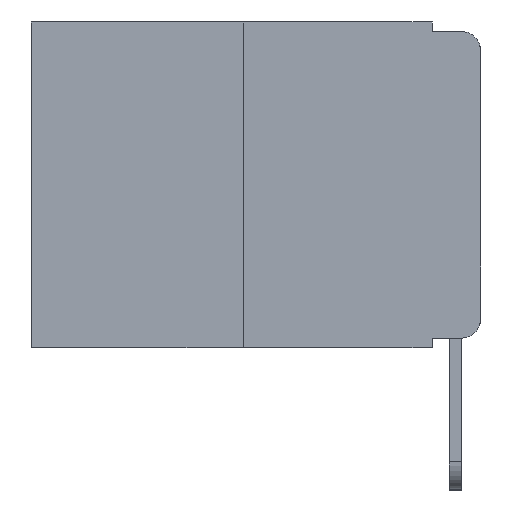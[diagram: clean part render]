
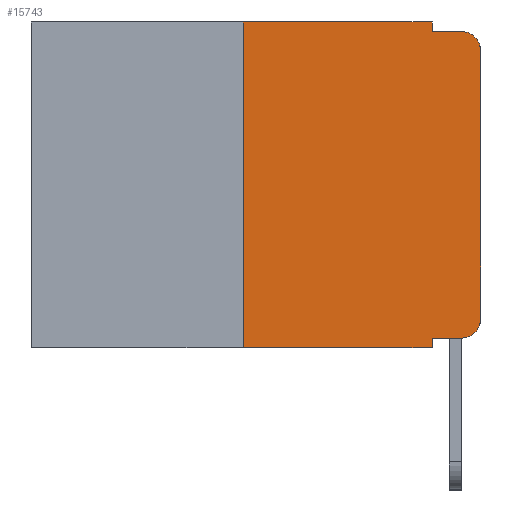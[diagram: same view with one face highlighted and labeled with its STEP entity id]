
A CAD part, left-side view. The second image highlights one B-rep face of the part: STEP entity #15743.
In plain terms, the highlighted planar face has unit normal (-1, 0, 0).
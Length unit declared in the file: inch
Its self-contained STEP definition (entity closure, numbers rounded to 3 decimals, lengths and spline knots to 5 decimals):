
#47 = DIRECTION ( 'NONE',  ( 0., -1., 0. ) ) ;
#133 = DIRECTION ( 'NONE',  ( 0., 0., -1. ) ) ;
#654 = EDGE_CURVE ( 'NONE', #3348, #2032, #873, .T. ) ;
#873 = CIRCLE ( 'NONE', #19001, 0.02 ) ;
#883 = VECTOR ( 'NONE', #2360, 39.37008 ) ;
#1107 = LINE ( 'NONE', #17985, #7352 ) ;
#1205 = EDGE_CURVE ( 'NONE', #2318, #14953, #2771, .T. ) ;
#1367 = VERTEX_POINT ( 'NONE', #5068 ) ;
#1526 = VERTEX_POINT ( 'NONE', #12309 ) ;
#2032 = VERTEX_POINT ( 'NONE', #18211 ) ;
#2061 = EDGE_CURVE ( 'NONE', #8773, #13100, #11734, .T. ) ;
#2173 = VERTEX_POINT ( 'NONE', #5588 ) ;
#2192 = VECTOR ( 'NONE', #2712, 39.37008 ) ;
#2306 = DIRECTION ( 'NONE',  ( 1., 0., 0. ) ) ;
#2318 = VERTEX_POINT ( 'NONE', #14572 ) ;
#2360 = DIRECTION ( 'NONE',  ( 0., -1., 0. ) ) ;
#2438 = AXIS2_PLACEMENT_3D ( 'NONE', #10664, #14997, #133 ) ;
#2712 = DIRECTION ( 'NONE',  ( 0., -1., 0. ) ) ;
#2771 = LINE ( 'NONE', #15767, #8565 ) ;
#2879 = LINE ( 'NONE', #9487, #2192 ) ;
#3139 = DIRECTION ( 'NONE',  ( 0., 0., -1. ) ) ;
#3190 = VERTEX_POINT ( 'NONE', #3493 ) ;
#3348 = VERTEX_POINT ( 'NONE', #12405 ) ;
#3360 = VECTOR ( 'NONE', #10088, 39.37008 ) ;
#3472 = ORIENTED_EDGE ( 'NONE', *, *, #4366, .F. ) ;
#3493 = CARTESIAN_POINT ( 'NONE',  ( 0., 0.051, 0. ) ) ;
#4189 = ORIENTED_EDGE ( 'NONE', *, *, #4208, .F. ) ;
#4208 = EDGE_CURVE ( 'NONE', #14953, #3190, #6478, .T. ) ;
#4366 = EDGE_CURVE ( 'NONE', #3190, #1367, #1107, .T. ) ;
#4557 = DIRECTION ( 'NONE',  ( -1., 0., 0. ) ) ;
#4640 = VECTOR ( 'NONE', #10963, 39.37008 ) ;
#5068 = CARTESIAN_POINT ( 'NONE',  ( 0., 0.051, -0.01 ) ) ;
#5148 = PLANE ( 'NONE',  #6513 ) ;
#5553 = CARTESIAN_POINT ( 'NONE',  ( 0., 0.02, -0.333 ) ) ;
#5588 = CARTESIAN_POINT ( 'NONE',  ( 0., 0.051, -0.343 ) ) ;
#6290 = FACE_OUTER_BOUND ( 'NONE', #15995, .T. ) ;
#6478 = LINE ( 'NONE', #16196, #14064 ) ;
#6513 = AXIS2_PLACEMENT_3D ( 'NONE', #15416, #2306, #12397 ) ;
#7274 = LINE ( 'NONE', #8488, #3360 ) ;
#7352 = VECTOR ( 'NONE', #7754, 39.37008 ) ;
#7386 = DIRECTION ( 'NONE',  ( 0., 0., 1. ) ) ;
#7400 = EDGE_CURVE ( 'NONE', #1367, #2032, #2879, .T. ) ;
#7754 = DIRECTION ( 'NONE',  ( 0., 0., -1. ) ) ;
#7797 = DIRECTION ( 'NONE',  ( 0., 0., -1. ) ) ;
#7868 = ORIENTED_EDGE ( 'NONE', *, *, #14395, .T. ) ;
#8307 = CARTESIAN_POINT ( 'NONE',  ( 0., 0.051, -0.333 ) ) ;
#8405 = ORIENTED_EDGE ( 'NONE', *, *, #1205, .F. ) ;
#8488 = CARTESIAN_POINT ( 'NONE',  ( 0., 0.473, -0.343 ) ) ;
#8565 = VECTOR ( 'NONE', #7386, 39.37008 ) ;
#8715 = ORIENTED_EDGE ( 'NONE', *, *, #17984, .F. ) ;
#8773 = VERTEX_POINT ( 'NONE', #10076 ) ;
#8801 = ORIENTED_EDGE ( 'NONE', *, *, #16759, .T. ) ;
#9487 = CARTESIAN_POINT ( 'NONE',  ( 0., 0.051, -0.01 ) ) ;
#10076 = CARTESIAN_POINT ( 'NONE',  ( 0., 0.051, -0.333 ) ) ;
#10088 = DIRECTION ( 'NONE',  ( 0., -1., 0. ) ) ;
#10622 = ORIENTED_EDGE ( 'NONE', *, *, #654, .T. ) ;
#10664 = CARTESIAN_POINT ( 'NONE',  ( 0., 0.02, -0.313 ) ) ;
#10963 = DIRECTION ( 'NONE',  ( 0., 0., 1. ) ) ;
#11033 = CARTESIAN_POINT ( 'NONE',  ( 0., 0., 0. ) ) ;
#11252 = VECTOR ( 'NONE', #7797, 39.37008 ) ;
#11288 = LINE ( 'NONE', #11033, #4640 ) ;
#11723 = ORIENTED_EDGE ( 'NONE', *, *, #16892, .T. ) ;
#11734 = LINE ( 'NONE', #8307, #883 ) ;
#12309 = CARTESIAN_POINT ( 'NONE',  ( 0., 0., -0.313 ) ) ;
#12397 = DIRECTION ( 'NONE',  ( 0., 0., -1. ) ) ;
#12405 = CARTESIAN_POINT ( 'NONE',  ( 0., 0., -0.03 ) ) ;
#13100 = VERTEX_POINT ( 'NONE', #5553 ) ;
#13337 = CARTESIAN_POINT ( 'NONE',  ( 0., 0.02, -0.03 ) ) ;
#14064 = VECTOR ( 'NONE', #47, 39.37008 ) ;
#14336 = CARTESIAN_POINT ( 'NONE',  ( 0., 0.25, 0. ) ) ;
#14395 = EDGE_CURVE ( 'NONE', #2318, #2173, #7274, .T. ) ;
#14572 = CARTESIAN_POINT ( 'NONE',  ( 0., 0.25, -0.343 ) ) ;
#14953 = VERTEX_POINT ( 'NONE', #14336 ) ;
#14997 = DIRECTION ( 'NONE',  ( -1., 0., 0. ) ) ;
#15086 = CARTESIAN_POINT ( 'NONE',  ( 0., 0.051, 0. ) ) ;
#15416 = CARTESIAN_POINT ( 'NONE',  ( 0., 0.473, 0. ) ) ;
#15593 = LINE ( 'NONE', #15086, #11252 ) ;
#15743 = ADVANCED_FACE ( 'NONE', ( #6290 ), #5148, .F. ) ;
#15767 = CARTESIAN_POINT ( 'NONE',  ( 0., 0.25, 0. ) ) ;
#15995 = EDGE_LOOP ( 'NONE', ( #11723, #10622, #16069, #3472, #4189, #8405, #7868, #8715, #16495, #8801 ) ) ;
#16069 = ORIENTED_EDGE ( 'NONE', *, *, #7400, .F. ) ;
#16100 = CIRCLE ( 'NONE', #2438, 0.02 ) ;
#16196 = CARTESIAN_POINT ( 'NONE',  ( 0., 0.473, 0. ) ) ;
#16495 = ORIENTED_EDGE ( 'NONE', *, *, #2061, .T. ) ;
#16759 = EDGE_CURVE ( 'NONE', #13100, #1526, #16100, .T. ) ;
#16892 = EDGE_CURVE ( 'NONE', #1526, #3348, #11288, .T. ) ;
#17984 = EDGE_CURVE ( 'NONE', #8773, #2173, #15593, .T. ) ;
#17985 = CARTESIAN_POINT ( 'NONE',  ( 0., 0.051, 0. ) ) ;
#18211 = CARTESIAN_POINT ( 'NONE',  ( 0., 0.02, -0.01 ) ) ;
#19001 = AXIS2_PLACEMENT_3D ( 'NONE', #13337, #4557, #3139 ) ;
